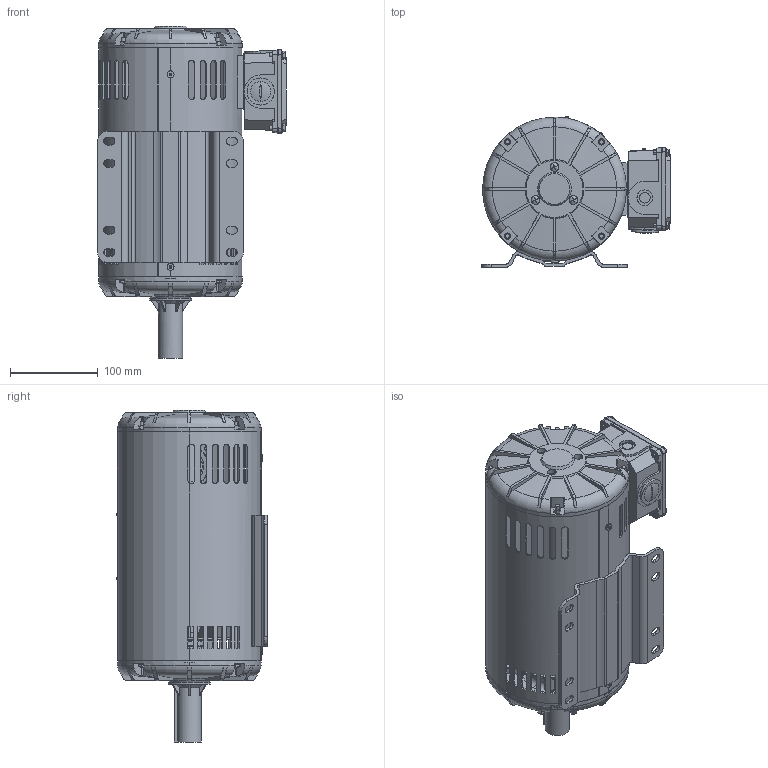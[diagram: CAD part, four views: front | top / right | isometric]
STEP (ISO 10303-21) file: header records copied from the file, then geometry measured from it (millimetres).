
FILE_DESCRIPTION (( 'STEP AP203' ), '1' );
FILE_NAME ('TXD140配T系列端盖总装图1.5U4B.STEP', '2016-04-22T12:23:51', ( 'Windows 用户' ), ( 'Sky123.Org' ), 'SwSTEP 2.0', 'SolidWorks 2013', '' );
FILE_SCHEMA (( 'CONFIG_CONTROL_DESIGN' ));
Length unit declared in the file: millimetre
Products named in the file (35): 粣創6205; NEMA140菁釱; T140瑞珔; 接线盒座螺钉10-32UNC×9.5; 粣創6203; 穿钉10-32UNF×277; T56-140絳瑞啣; NEMA56-140堤盄碟釱砎蝶菜; NEMA56-140T出线护套(钢板机壳）; 援隊粟銅菜え朴5; T-203粣創揤啣; 諉盄霧齪; T炵蹈140ヶ傷裔; 出水孔塞; T-205粣創揤啣; 坶諉盄霧齪穩隊M2X4; 波形垫圈D40(6203); 坶援隊蹟譫10-32UNF; 锁T205轴承压板M5×25; MS63-71方型接线盒盖密封垫; T炵蹈56-140綴傷裔(ODP); NEMA140粣扥杶; 锁T203轴承压板M5×25; MS63-71源倰諉盄碟裔(湮); SLF140铭牌（配T系列端盖）; TXD140配T端盖机壳（1.5U4B）; 防尘圈20X37; 縐嘀do28; 接线盒盖螺钉8-36UNC×14; 霧齪穩隊M2X4; TXD140转轴（1.5U4B）; TXD140配T系列端盖总装图1.5U4B; ﾆｽｼ魵4.76｡ﾁ4.76｡ﾁ36; 0.75-14NPT出线螺塞; NEMA詩啣48-140T臏堤盄碟釱-0.75NPT
Assembly tree (58 placements, depth 2):
  TXD140配T系列端盖总装图1.5U4B
    TXD140配T端盖机壳（1.5U4B）
    TXD140转轴（1.5U4B）
    粣創6205
    粣創6203
    NEMA56-140T出线护套(钢板机壳）
    T炵蹈140ヶ傷裔
    波形垫圈D40(6203)
    T炵蹈56-140綴傷裔(ODP)
    SLF140铭牌（配T系列端盖）
    霧齪穩隊M2X4  x4
    NEMA詩啣48-140T臏堤盄碟釱-0.75NPT
    接线盒座螺钉10-32UNC×9.5  x4
    NEMA56-140堤盄碟釱砎蝶菜
    諉盄霧齪
    坶諉盄霧齪穩隊M2X4  x2
    MS63-71方型接线盒盖密封垫
    MS63-71源倰諉盄碟裔(湮)
    接线盒盖螺钉8-36UNC×14  x4
    0.75-14NPT出线螺塞
    T140瑞珔
    T56-140絳瑞啣
    T-203粣創揤啣
    T-205粣創揤啣
    锁T205轴承压板M5×25  x3
    锁T203轴承压板M5×25  x3
    縐嘀do28
    ﾆｽｼ魵4.76｡ﾁ4.76｡ﾁ36
    NEMA140菁釱
    穿钉10-32UNF×277  x4
    援隊粟銅菜え朴5  x4
    出水孔塞  x2
    坶援隊蹟譫10-32UNF  x4
    NEMA140粣扥杶
    防尘圈20X37
Bounding box: 215.02 x 171.8 x 379 mm (x, y, z)
Volume: 1160500.7 mm3; surface area: 753119.7 mm2
Topology: 58 solids, 58 shells, 2394 faces, 6255 edges, 4012 vertices
Faces by surface type: plane 1259, cylinder 675, cone 183, torus 149, bspline 128
Entity records: 80933 total; most frequent: CARTESIAN_POINT 27198, ORIENTED_EDGE 10554, DIRECTION 9990, EDGE_CURVE 5277, AXIS2_PLACEMENT_3D 3611, VERTEX_POINT 3397, LINE 2768, VECTOR 2768
